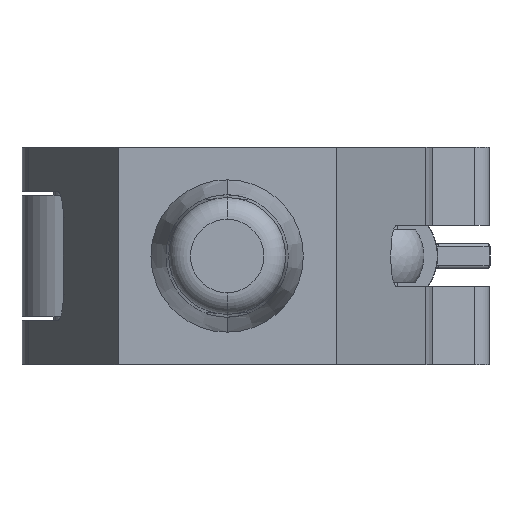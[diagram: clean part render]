
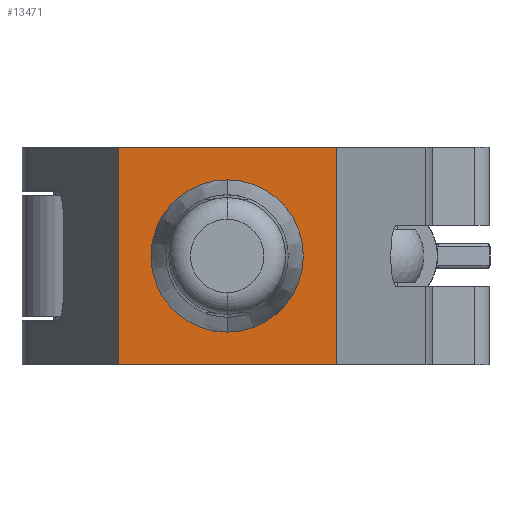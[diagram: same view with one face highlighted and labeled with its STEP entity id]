
A CAD part, front view. The second image highlights one B-rep face of the part: STEP entity #13471.
In plain terms, the highlighted planar face has unit normal (0, -1, 0).
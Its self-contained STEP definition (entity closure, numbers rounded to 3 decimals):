
#281 = LINE ( 'NONE', #3334, #12740 ) ;
#296 = CARTESIAN_POINT ( 'NONE',  ( -25., 0., 24.95 ) ) ;
#547 = CARTESIAN_POINT ( 'NONE',  ( 0., 0., 6.35 ) ) ;
#901 = CARTESIAN_POINT ( 'NONE',  ( -25., 0., 24.95 ) ) ;
#1821 = DIRECTION ( 'NONE',  ( 0., 1., 0. ) ) ;
#1841 = VERTEX_POINT ( 'NONE', #6329 ) ;
#2185 = DIRECTION ( 'NONE',  ( 1., 0., 0. ) ) ;
#2397 = VECTOR ( 'NONE', #4587, 1000. ) ;
#2588 = CARTESIAN_POINT ( 'NONE',  ( 0., 0., 0. ) ) ;
#2711 = VECTOR ( 'NONE', #5955, 1000. ) ;
#2854 = VERTEX_POINT ( 'NONE', #7276 ) ;
#2918 = CIRCLE ( 'NONE', #5250, 6.35 ) ;
#2929 = ORIENTED_EDGE ( 'NONE', *, *, #8405, .F. ) ;
#3021 = DIRECTION ( 'NONE',  ( 0., -1., 0. ) ) ;
#3092 = DIRECTION ( 'NONE',  ( 0., 1., 0. ) ) ;
#3334 = CARTESIAN_POINT ( 'NONE',  ( -25., 0., -24.95 ) ) ;
#3763 = ORIENTED_EDGE ( 'NONE', *, *, #11186, .F. ) ;
#3808 = CARTESIAN_POINT ( 'NONE',  ( 12., 0., 2.5 ) ) ;
#4116 = EDGE_CURVE ( 'NONE', #1841, #13806, #281, .T. ) ;
#4587 = DIRECTION ( 'NONE',  ( 0., 0., -1. ) ) ;
#4610 = CARTESIAN_POINT ( 'NONE',  ( 25., 0., 24.95 ) ) ;
#4699 = FACE_OUTER_BOUND ( 'NONE', #14627, .T. ) ;
#5001 = ORIENTED_EDGE ( 'NONE', *, *, #10887, .T. ) ;
#5250 = AXIS2_PLACEMENT_3D ( 'NONE', #2588, #14152, #12887 ) ;
#5277 = ORIENTED_EDGE ( 'NONE', *, *, #7728, .T. ) ;
#5628 = CARTESIAN_POINT ( 'NONE',  ( -25., 0., 24.95 ) ) ;
#5950 = EDGE_CURVE ( 'NONE', #9842, #10031, #11144, .T. ) ;
#5955 = DIRECTION ( 'NONE',  ( 0., 0., -1. ) ) ;
#6097 = CARTESIAN_POINT ( 'NONE',  ( -25., 0., 24.95 ) ) ;
#6329 = CARTESIAN_POINT ( 'NONE',  ( -25., 0., -24.95 ) ) ;
#6620 = AXIS2_PLACEMENT_3D ( 'NONE', #12521, #6791, #12625 ) ;
#6776 = ORIENTED_EDGE ( 'NONE', *, *, #5950, .F. ) ;
#6791 = DIRECTION ( 'NONE',  ( 0., -1., 0. ) ) ;
#6837 = EDGE_CURVE ( 'NONE', #9696, #13555, #13509, .T. ) ;
#7158 = EDGE_LOOP ( 'NONE', ( #6776, #3763 ) ) ;
#7276 = CARTESIAN_POINT ( 'NONE',  ( 0., 0., -6.35 ) ) ;
#7728 = EDGE_CURVE ( 'NONE', #9696, #1841, #10963, .T. ) ;
#7925 = LINE ( 'NONE', #14977, #2397 ) ;
#8405 = EDGE_CURVE ( 'NONE', #13555, #13806, #7925, .T. ) ;
#8908 = CIRCLE ( 'NONE', #12247, 6.35 ) ;
#9005 = CARTESIAN_POINT ( 'NONE',  ( 0., 0., 0. ) ) ;
#9566 = CARTESIAN_POINT ( 'NONE',  ( 25., 0., -24.95 ) ) ;
#9685 = DIRECTION ( 'NONE',  ( 1., 0., 0. ) ) ;
#9696 = VERTEX_POINT ( 'NONE', #5628 ) ;
#9842 = VERTEX_POINT ( 'NONE', #11388 ) ;
#9893 = CIRCLE ( 'NONE', #6620, 2.5 ) ;
#9985 = DIRECTION ( 'NONE',  ( 0., 0., -1. ) ) ;
#10031 = VERTEX_POINT ( 'NONE', #3808 ) ;
#10067 = AXIS2_PLACEMENT_3D ( 'NONE', #901, #1821, #14693 ) ;
#10374 = FACE_BOUND ( 'NONE', #11873, .T. ) ;
#10748 = VERTEX_POINT ( 'NONE', #547 ) ;
#10887 = EDGE_CURVE ( 'NONE', #10748, #2854, #2918, .T. ) ;
#10963 = LINE ( 'NONE', #296, #2711 ) ;
#11144 = CIRCLE ( 'NONE', #11609, 2.5 ) ;
#11186 = EDGE_CURVE ( 'NONE', #10031, #9842, #9893, .T. ) ;
#11310 = PLANE ( 'NONE',  #10067 ) ;
#11388 = CARTESIAN_POINT ( 'NONE',  ( 12., 0., -2.5 ) ) ;
#11609 = AXIS2_PLACEMENT_3D ( 'NONE', #12351, #3021, #9985 ) ;
#11659 = FACE_BOUND ( 'NONE', #7158, .T. ) ;
#11873 = EDGE_LOOP ( 'NONE', ( #5001, #14564 ) ) ;
#12247 = AXIS2_PLACEMENT_3D ( 'NONE', #9005, #3092, #13780 ) ;
#12351 = CARTESIAN_POINT ( 'NONE',  ( 12., 0., 0. ) ) ;
#12521 = CARTESIAN_POINT ( 'NONE',  ( 12., 0., 0. ) ) ;
#12625 = DIRECTION ( 'NONE',  ( 0., 0., -1. ) ) ;
#12740 = VECTOR ( 'NONE', #2185, 1000. ) ;
#12784 = ORIENTED_EDGE ( 'NONE', *, *, #4116, .T. ) ;
#12887 = DIRECTION ( 'NONE',  ( 0., 0., 1. ) ) ;
#13438 = ORIENTED_EDGE ( 'NONE', *, *, #6837, .F. ) ;
#13471 = ADVANCED_FACE ( 'NONE', ( #11659, #10374, #4699 ), #11310, .F. ) ;
#13509 = LINE ( 'NONE', #6097, #14045 ) ;
#13555 = VERTEX_POINT ( 'NONE', #4610 ) ;
#13780 = DIRECTION ( 'NONE',  ( 0., 0., 1. ) ) ;
#13806 = VERTEX_POINT ( 'NONE', #9566 ) ;
#14045 = VECTOR ( 'NONE', #9685, 1000. ) ;
#14063 = EDGE_CURVE ( 'NONE', #2854, #10748, #8908, .T. ) ;
#14152 = DIRECTION ( 'NONE',  ( 0., 1., 0. ) ) ;
#14564 = ORIENTED_EDGE ( 'NONE', *, *, #14063, .T. ) ;
#14627 = EDGE_LOOP ( 'NONE', ( #12784, #2929, #13438, #5277 ) ) ;
#14693 = DIRECTION ( 'NONE',  ( 0., 0., 1. ) ) ;
#14977 = CARTESIAN_POINT ( 'NONE',  ( 25., 0., 24.95 ) ) ;
